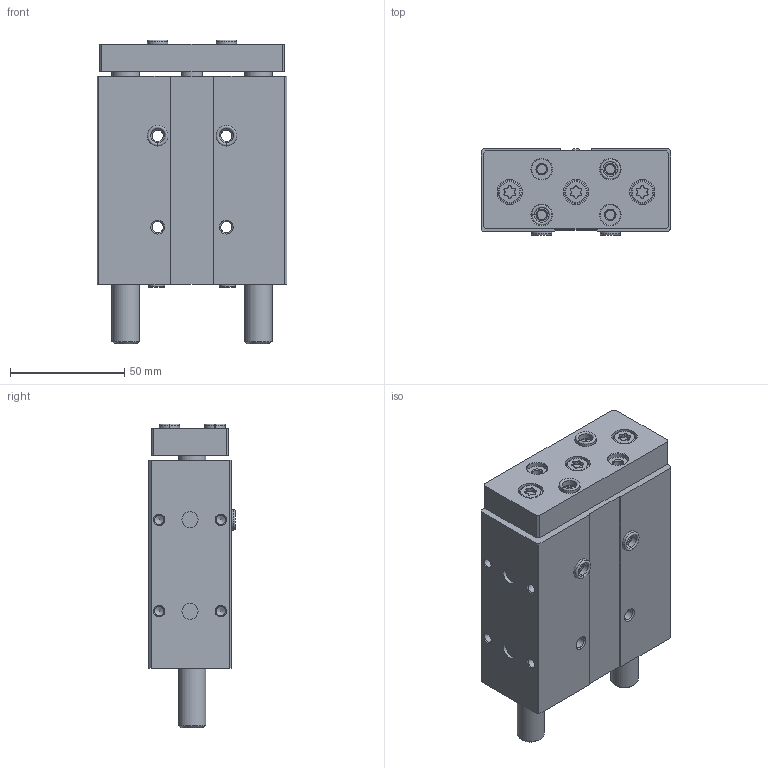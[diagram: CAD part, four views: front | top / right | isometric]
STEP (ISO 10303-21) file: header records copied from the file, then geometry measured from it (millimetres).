
FILE_DESCRIPTION(/* description */ ('STEP AP214'),/* implementation_level */ '2;1');
FILE_NAME(/* name */ '170919_DFM-20-50-P-A-KF',/* time_stamp */ '2024-08-14T20:51:40+02:00',/* author */ ('License CC BY-ND 4.0'),/* organization */ ('CADENAS'),/* preprocessor_version */ 'ST-DEVELOPER v19.3',/* originating_system */ 'PARTsolutions',/* authorisation */ ' ');
FILE_SCHEMA (('AUTOMOTIVE_DESIGN {1 0 10303 214 3 1 1}'));
Length unit declared in the file: millimetre
Products named in the file (6): 170919 DFM-20-50-P-A-KF---(0); 170919 DFM-20-50-P-A-KF---(Z); 170919 DFM-20-50-P-A-KF---(K); 8137184 ZBH-9-B; 5088186 M5x5; 8146544 ZBH-7-B
Assembly tree (10 placements, depth 2):
  170919 DFM-20-50-P-A-KF---(0)
    170919 DFM-20-50-P-A-KF---(Z)
    170919 DFM-20-50-P-A-KF---(K)
    8137184 ZBH-9-B  x4
    5088186 M5x5  x2
    8146544 ZBH-7-B  x2
Bounding box: 83 x 37.85 x 132.8 mm (x, y, z)
Volume: 284824.2 mm3; surface area: 68015.7 mm2
Topology: 10 solids, 10 shells, 325 faces, 751 edges, 484 vertices
Faces by surface type: plane 134, cylinder 124, cone 48, torus 19
Full cylindrical faces by diameter (mm): 2.57 x2, 4 x2, 4.134 x15, 4.917 x4, 5 x4, 5.2 x4, 7 x4, 9 x10, 10 x5, 11 x3, 12 x4, 20 x2, 21 x1
Entity records: 7308 total; most frequent: DIRECTION 1316, CARTESIAN_POINT 1248, ORIENTED_EDGE 1002, AXIS2_PLACEMENT_3D 555, EDGE_CURVE 501, FACE_BOUND 438, EDGE_LOOP 430, VERTEX_POINT 391
